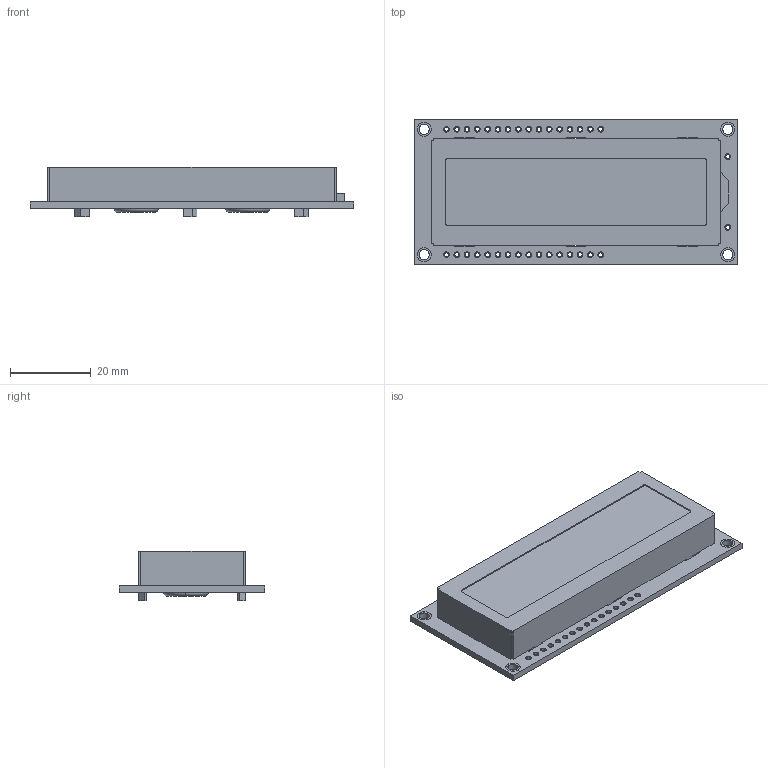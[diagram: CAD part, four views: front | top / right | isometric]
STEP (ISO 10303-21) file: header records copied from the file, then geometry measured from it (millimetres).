
FILE_DESCRIPTION (( 'STEP AP214' ), '1' );
FILE_NAME ('NHD-0216K1Z-FSW.STEP', '2017-06-20T15:22:41', ( '' ), ( '' ), 'SwSTEP 2.0', 'SolidWorks 2015', '' );
FILE_SCHEMA (( 'AUTOMOTIVE_DESIGN' ));
Length unit declared in the file: millimetre
Products named in the file (1): NHD-0216K1Z-FSW
Bounding box: 80 x 36 x 12.3 mm (x, y, z)
Volume: 20542.8 mm3; surface area: 8250.4 mm2
Topology: 1 solids, 1 shells, 450 faces, 1092 edges, 718 vertices
Faces by surface type: cylinder 256, plane 190, torus 4
Entity records: 18520 total; most frequent: DIRECTION 2518, CARTESIAN_POINT 2261, ORIENTED_EDGE 2184, EDGE_CURVE 1092, AXIS2_PLACEMENT_3D 975, VERTEX_POINT 718, EDGE_LOOP 612, LINE 568
